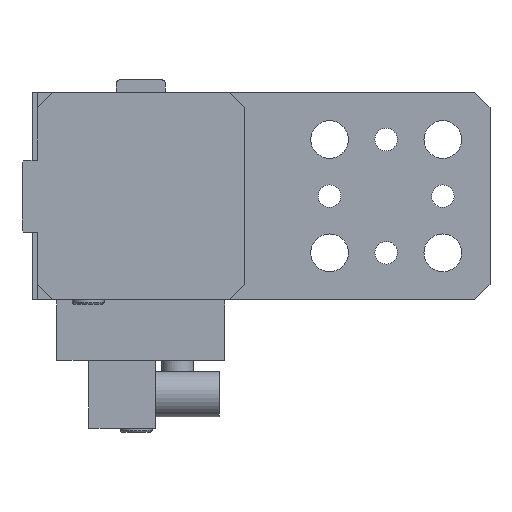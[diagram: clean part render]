
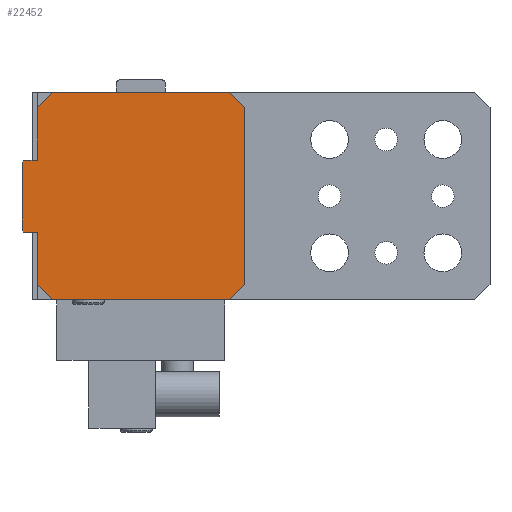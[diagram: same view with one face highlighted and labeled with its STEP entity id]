
A CAD part, left-side view. The second image highlights one B-rep face of the part: STEP entity #22452.
In plain terms, the highlighted planar face has unit normal (-1, 0, 0).
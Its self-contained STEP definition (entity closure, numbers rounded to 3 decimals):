
#22359=AXIS2_PLACEMENT_3D('Plane Axis2P3D',#22356,#22357,#22358) ;
#22116=CARTESIAN_POINT('Vertex',(-141.,46.2,9.)) ;
#22132=CARTESIAN_POINT('Vertex',(-141.,46.2,-9.)) ;
#22135=CARTESIAN_POINT('Line Origine',(-141.,46.2,0.)) ;
#22188=CARTESIAN_POINT('Line Origine',(-141.,45.95,9.25)) ;
#22192=CARTESIAN_POINT('Vertex',(-141.,45.7,9.5)) ;
#22334=CARTESIAN_POINT('Vertex',(-141.,45.7,-9.5)) ;
#22337=CARTESIAN_POINT('Line Origine',(-141.,45.95,-9.25)) ;
#22356=CARTESIAN_POINT('Axis2P3D Location',(-141.,14.7,0.)) ;
#22361=CARTESIAN_POINT('Line Origine',(-141.,43.95,-9.5)) ;
#22365=CARTESIAN_POINT('Vertex',(-141.,42.2,-9.5)) ;
#22368=CARTESIAN_POINT('Line Origine',(-141.,42.2,-16.5)) ;
#22372=CARTESIAN_POINT('Vertex',(-141.,42.2,-23.5)) ;
#22375=CARTESIAN_POINT('Line Origine',(-141.,40.2,-25.5)) ;
#22379=CARTESIAN_POINT('Vertex',(-141.,38.2,-27.5)) ;
#22382=CARTESIAN_POINT('Line Origine',(-141.,14.7,-27.5)) ;
#22386=CARTESIAN_POINT('Vertex',(-141.,-8.8,-27.5)) ;
#22389=CARTESIAN_POINT('Line Origine',(-141.,-10.8,-25.5)) ;
#22393=CARTESIAN_POINT('Vertex',(-141.,-12.8,-23.5)) ;
#22396=CARTESIAN_POINT('Line Origine',(-141.,-12.8,0.)) ;
#22400=CARTESIAN_POINT('Vertex',(-141.,-12.8,23.5)) ;
#22403=CARTESIAN_POINT('Line Origine',(-141.,-10.8,25.5)) ;
#22407=CARTESIAN_POINT('Vertex',(-141.,-8.8,27.5)) ;
#22410=CARTESIAN_POINT('Line Origine',(-141.,14.7,27.5)) ;
#22414=CARTESIAN_POINT('Vertex',(-141.,38.2,27.5)) ;
#22417=CARTESIAN_POINT('Line Origine',(-141.,40.2,25.5)) ;
#22421=CARTESIAN_POINT('Vertex',(-141.,42.2,23.5)) ;
#22424=CARTESIAN_POINT('Line Origine',(-141.,42.2,16.5)) ;
#22428=CARTESIAN_POINT('Vertex',(-141.,42.2,9.5)) ;
#22431=CARTESIAN_POINT('Line Origine',(-141.,43.95,9.5)) ;
#22136=DIRECTION('Vector Direction',(0.,0.,-1.)) ;
#22189=DIRECTION('Vector Direction',(0.,-0.707,0.707)) ;
#22338=DIRECTION('Vector Direction',(0.,-0.707,-0.707)) ;
#22357=DIRECTION('Axis2P3D Direction',(-1.,0.,0.)) ;
#22358=DIRECTION('Axis2P3D XDirection',(0.,-1.,0.)) ;
#22362=DIRECTION('Vector Direction',(0.,1.,0.)) ;
#22369=DIRECTION('Vector Direction',(0.,0.,1.)) ;
#22376=DIRECTION('Vector Direction',(0.,-0.707,-0.707)) ;
#22383=DIRECTION('Vector Direction',(0.,1.,0.)) ;
#22390=DIRECTION('Vector Direction',(0.,0.707,-0.707)) ;
#22397=DIRECTION('Vector Direction',(0.,0.,-1.)) ;
#22404=DIRECTION('Vector Direction',(0.,-0.707,-0.707)) ;
#22411=DIRECTION('Vector Direction',(0.,-1.,0.)) ;
#22418=DIRECTION('Vector Direction',(0.,0.707,-0.707)) ;
#22425=DIRECTION('Vector Direction',(0.,0.,1.)) ;
#22432=DIRECTION('Vector Direction',(0.,-1.,0.)) ;
#22137=VECTOR('Line Direction',#22136,1.) ;
#22190=VECTOR('Line Direction',#22189,1.) ;
#22339=VECTOR('Line Direction',#22338,1.) ;
#22363=VECTOR('Line Direction',#22362,1.) ;
#22370=VECTOR('Line Direction',#22369,1.) ;
#22377=VECTOR('Line Direction',#22376,1.) ;
#22384=VECTOR('Line Direction',#22383,1.) ;
#22391=VECTOR('Line Direction',#22390,1.) ;
#22398=VECTOR('Line Direction',#22397,1.) ;
#22405=VECTOR('Line Direction',#22404,1.) ;
#22412=VECTOR('Line Direction',#22411,1.) ;
#22419=VECTOR('Line Direction',#22418,1.) ;
#22426=VECTOR('Line Direction',#22425,1.) ;
#22433=VECTOR('Line Direction',#22432,1.) ;
#22437=ORIENTED_EDGE('',*,*,#22139,.T.) ;
#22438=ORIENTED_EDGE('',*,*,#22341,.F.) ;
#22439=ORIENTED_EDGE('',*,*,#22367,.T.) ;
#22440=ORIENTED_EDGE('',*,*,#22374,.T.) ;
#22441=ORIENTED_EDGE('',*,*,#22381,.F.) ;
#22442=ORIENTED_EDGE('',*,*,#22388,.T.) ;
#22443=ORIENTED_EDGE('',*,*,#22395,.F.) ;
#22444=ORIENTED_EDGE('',*,*,#22402,.T.) ;
#22445=ORIENTED_EDGE('',*,*,#22409,.F.) ;
#22446=ORIENTED_EDGE('',*,*,#22416,.T.) ;
#22447=ORIENTED_EDGE('',*,*,#22423,.F.) ;
#22448=ORIENTED_EDGE('',*,*,#22430,.T.) ;
#22449=ORIENTED_EDGE('',*,*,#22435,.T.) ;
#22450=ORIENTED_EDGE('',*,*,#22194,.F.) ;
#22452=ADVANCED_FACE('ZYLINDER',(#22451),#22360,.T.) ;
#22139=EDGE_CURVE('',#22117,#22133,#22138,.T.) ;
#22194=EDGE_CURVE('',#22117,#22193,#22191,.T.) ;
#22341=EDGE_CURVE('',#22335,#22133,#22340,.F.) ;
#22367=EDGE_CURVE('',#22335,#22366,#22364,.F.) ;
#22374=EDGE_CURVE('',#22366,#22373,#22371,.F.) ;
#22381=EDGE_CURVE('',#22380,#22373,#22378,.F.) ;
#22388=EDGE_CURVE('',#22380,#22387,#22385,.F.) ;
#22395=EDGE_CURVE('',#22394,#22387,#22392,.T.) ;
#22402=EDGE_CURVE('',#22394,#22401,#22399,.F.) ;
#22409=EDGE_CURVE('',#22408,#22401,#22406,.T.) ;
#22416=EDGE_CURVE('',#22408,#22415,#22413,.F.) ;
#22423=EDGE_CURVE('',#22422,#22415,#22420,.F.) ;
#22430=EDGE_CURVE('',#22422,#22429,#22427,.F.) ;
#22435=EDGE_CURVE('',#22429,#22193,#22434,.F.) ;
#22436=EDGE_LOOP('',(#22437,#22438,#22439,#22440,#22441,#22442,#22443,#22444,#22445,#22446,#22447,#22448,#22449,#22450)) ;
#22451=FACE_OUTER_BOUND('',#22436,.T.) ;
#22138=LINE('Line',#22135,#22137) ;
#22191=LINE('Line',#22188,#22190) ;
#22340=LINE('Line',#22337,#22339) ;
#22364=LINE('Line',#22361,#22363) ;
#22371=LINE('Line',#22368,#22370) ;
#22378=LINE('Line',#22375,#22377) ;
#22385=LINE('Line',#22382,#22384) ;
#22392=LINE('Line',#22389,#22391) ;
#22399=LINE('Line',#22396,#22398) ;
#22406=LINE('Line',#22403,#22405) ;
#22413=LINE('Line',#22410,#22412) ;
#22420=LINE('Line',#22417,#22419) ;
#22427=LINE('Line',#22424,#22426) ;
#22434=LINE('Line',#22431,#22433) ;
#22360=PLANE('Plane',#22359) ;
#22117=VERTEX_POINT('',#22116) ;
#22133=VERTEX_POINT('',#22132) ;
#22193=VERTEX_POINT('',#22192) ;
#22335=VERTEX_POINT('',#22334) ;
#22366=VERTEX_POINT('',#22365) ;
#22373=VERTEX_POINT('',#22372) ;
#22380=VERTEX_POINT('',#22379) ;
#22387=VERTEX_POINT('',#22386) ;
#22394=VERTEX_POINT('',#22393) ;
#22401=VERTEX_POINT('',#22400) ;
#22408=VERTEX_POINT('',#22407) ;
#22415=VERTEX_POINT('',#22414) ;
#22422=VERTEX_POINT('',#22421) ;
#22429=VERTEX_POINT('',#22428) ;
